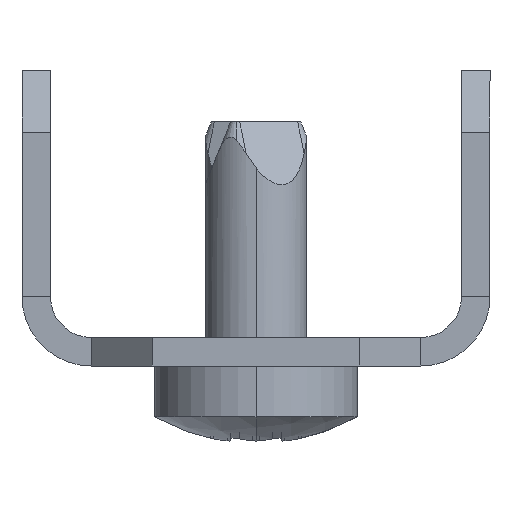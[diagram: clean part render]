
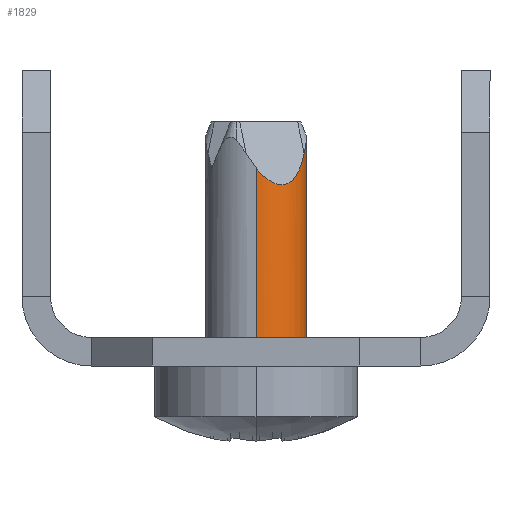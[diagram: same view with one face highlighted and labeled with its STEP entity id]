
A CAD part, left-side view. The second image highlights one B-rep face of the part: STEP entity #1829.
In plain terms, the highlighted cylindrical face has radius 2.5 mm (diameter 5 mm), a partial arc.
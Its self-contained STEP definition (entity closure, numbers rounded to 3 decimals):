
#140 = DIRECTION ( 'NONE',  ( -1., 0., 0. ) ) ;
#212 = LINE ( 'NONE', #2518, #2055 ) ;
#238 = ORIENTED_EDGE ( 'NONE', *, *, #1909, .F. ) ;
#342 = CARTESIAN_POINT ( 'NONE',  ( -0.807, -14.235, -2.366 ) ) ;
#390 = CARTESIAN_POINT ( 'NONE',  ( -2.5, -3.8, 0. ) ) ;
#449 = CARTESIAN_POINT ( 'NONE',  ( 0.709, -14.405, -2.4 ) ) ;
#554 = DIRECTION ( 'NONE',  ( 0., 1., 0. ) ) ;
#640 = EDGE_CURVE ( 'NONE', #3082, #1258, #212, .T. ) ;
#694 = VERTEX_POINT ( 'NONE', #2297 ) ;
#1138 = CARTESIAN_POINT ( 'NONE',  ( -2.5, -12.164, -1.108 ) ) ;
#1258 = VERTEX_POINT ( 'NONE', #390 ) ;
#1290 = CARTESIAN_POINT ( 'NONE',  ( 2.5, -12.164, -1.108 ) ) ;
#1291 = CARTESIAN_POINT ( 'NONE',  ( 0., -3.8, 0. ) ) ;
#1302 = CARTESIAN_POINT ( 'NONE',  ( 2.5, -13.535, 0. ) ) ;
#1424 = CARTESIAN_POINT ( 'NONE',  ( -2.5, -13.535, 0. ) ) ;
#1427 = CARTESIAN_POINT ( 'NONE',  ( -2.5, -13.535, 0. ) ) ;
#1486 = CARTESIAN_POINT ( 'NONE',  ( 0.807, -14.235, -2.366 ) ) ;
#1595 = DIRECTION ( 'NONE',  ( -1., 0., 0. ) ) ;
#1610 = VERTEX_POINT ( 'NONE', #4176 ) ;
#1622 = VERTEX_POINT ( 'NONE', #2938 ) ;
#1673 = CARTESIAN_POINT ( 'NONE',  ( 2.5, -3.8, 0. ) ) ;
#1674 = VERTEX_POINT ( 'NONE', #1673 ) ;
#1788 = CARTESIAN_POINT ( 'NONE',  ( 0.098, -15.046, -2.499 ) ) ;
#1829 = ADVANCED_FACE ( 'NONE', ( #3816 ), #3759, .T. ) ;
#1880 = ORIENTED_EDGE ( 'NONE', *, *, #3430, .F. ) ;
#1909 = EDGE_CURVE ( 'NONE', #3082, #694, #2280, .T. ) ;
#1977 = B_SPLINE_CURVE_WITH_KNOTS ( 'NONE', 3,
 ( #342, #2943, #3414, #3673, #2757, #3686, #2403, #4028, #2445, #3048, #1788, #2094, #3402, #2769, #2109, #3373, #449, #1486 ),
 .UNSPECIFIED., .F., .F.,
 ( 4, 2, 2, 2, 2, 2, 2, 2, 4 ),
 ( 0.001, 0.002, 0.002, 0.002, 0.002, 0.003, 0.003, 0.003, 0.004 ),
 .UNSPECIFIED. ) ;
#1995 = ORIENTED_EDGE ( 'NONE', *, *, #640, .T. ) ;
#2055 = VECTOR ( 'NONE', #554, 1000. ) ;
#2094 = CARTESIAN_POINT ( 'NONE',  ( 0.19, -15.005, -2.493 ) ) ;
#2109 = CARTESIAN_POINT ( 'NONE',  ( 0.417, -14.808, -2.466 ) ) ;
#2110 = CARTESIAN_POINT ( 'NONE',  ( -0.807, -14.235, -2.366 ) ) ;
#2260 = VECTOR ( 'NONE', #2802, 1000. ) ;
#2279 = ORIENTED_EDGE ( 'NONE', *, *, #2394, .F. ) ;
#2280 =( BOUNDED_CURVE ( )  B_SPLINE_CURVE ( 3, ( #1427, #1138, #3997, #2110 ),
 .UNSPECIFIED., .F., .F. ) 
 B_SPLINE_CURVE_WITH_KNOTS ( ( 4, 4 ),
 ( 5.76, 7.002 ),
 .UNSPECIFIED. ) 
 CURVE ( )  GEOMETRIC_REPRESENTATION_ITEM ( )  RATIONAL_B_SPLINE_CURVE ( ( 1., 0.876, 0.876, 1. ) ) 
 REPRESENTATION_ITEM ( '' )  );
#2297 = CARTESIAN_POINT ( 'NONE',  ( -0.807, -14.235, -2.366 ) ) ;
#2357 = AXIS2_PLACEMENT_3D ( 'NONE', #2747, #3041, #140 ) ;
#2394 = EDGE_CURVE ( 'NONE', #1610, #1622, #3939, .T. ) ;
#2403 = CARTESIAN_POINT ( 'NONE',  ( -0.196, -15.001, -2.493 ) ) ;
#2445 = CARTESIAN_POINT ( 'NONE',  ( -0.054, -15.057, -2.5 ) ) ;
#2518 = CARTESIAN_POINT ( 'NONE',  ( -2.5, 0., 0. ) ) ;
#2658 = EDGE_LOOP ( 'NONE', ( #2682, #2279, #3748, #238, #1995, #1880 ) ) ;
#2682 = ORIENTED_EDGE ( 'NONE', *, *, #4204, .F. ) ;
#2747 = CARTESIAN_POINT ( 'NONE',  ( 0., 0., 0. ) ) ;
#2757 = CARTESIAN_POINT ( 'NONE',  ( -0.355, -14.878, -2.476 ) ) ;
#2769 = CARTESIAN_POINT ( 'NONE',  ( 0.351, -14.882, -2.477 ) ) ;
#2802 = DIRECTION ( 'NONE',  ( 0., 1., 0. ) ) ;
#2865 = CARTESIAN_POINT ( 'NONE',  ( 2.5, 0., 0. ) ) ;
#2927 = CARTESIAN_POINT ( 'NONE',  ( 0.807, -14.235, -2.366 ) ) ;
#2928 = DIRECTION ( 'NONE',  ( 0., 1., 0. ) ) ;
#2938 = CARTESIAN_POINT ( 'NONE',  ( 2.5, -13.535, 0. ) ) ;
#2943 = CARTESIAN_POINT ( 'NONE',  ( -0.71, -14.403, -2.399 ) ) ;
#3041 = DIRECTION ( 'NONE',  ( 0., 1., 0. ) ) ;
#3048 = CARTESIAN_POINT ( 'NONE',  ( 0.048, -15.058, -2.5 ) ) ;
#3082 = VERTEX_POINT ( 'NONE', #1424 ) ;
#3373 = CARTESIAN_POINT ( 'NONE',  ( 0.603, -14.575, -2.429 ) ) ;
#3402 = CARTESIAN_POINT ( 'NONE',  ( 0.233, -14.977, -2.489 ) ) ;
#3414 = CARTESIAN_POINT ( 'NONE',  ( -0.607, -14.569, -2.428 ) ) ;
#3430 = EDGE_CURVE ( 'NONE', #1674, #1258, #3907, .T. ) ;
#3597 = LINE ( 'NONE', #2865, #2260 ) ;
#3608 = EDGE_CURVE ( 'NONE', #694, #1610, #1977, .T. ) ;
#3611 = AXIS2_PLACEMENT_3D ( 'NONE', #1291, #2928, #1595 ) ;
#3673 = CARTESIAN_POINT ( 'NONE',  ( -0.423, -14.802, -2.465 ) ) ;
#3686 = CARTESIAN_POINT ( 'NONE',  ( -0.238, -14.973, -2.489 ) ) ;
#3748 = ORIENTED_EDGE ( 'NONE', *, *, #3608, .F. ) ;
#3759 = CYLINDRICAL_SURFACE ( 'NONE', #2357, 2.5 ) ;
#3816 = FACE_OUTER_BOUND ( 'NONE', #2658, .T. ) ;
#3841 = CARTESIAN_POINT ( 'NONE',  ( 1.856, -12.431, -2.008 ) ) ;
#3907 = CIRCLE ( 'NONE', #3611, 2.5 ) ;
#3939 =( BOUNDED_CURVE ( )  B_SPLINE_CURVE ( 3, ( #2927, #3841, #1290, #1302 ),
 .UNSPECIFIED., .F., .F. ) 
 B_SPLINE_CURVE_WITH_KNOTS ( ( 4, 4 ),
 ( 5.565, 6.807 ),
 .UNSPECIFIED. ) 
 CURVE ( )  GEOMETRIC_REPRESENTATION_ITEM ( )  RATIONAL_B_SPLINE_CURVE ( ( 1., 0.876, 0.876, 1. ) ) 
 REPRESENTATION_ITEM ( '' )  );
#3997 = CARTESIAN_POINT ( 'NONE',  ( -1.856, -12.431, -2.008 ) ) ;
#4028 = CARTESIAN_POINT ( 'NONE',  ( -0.104, -15.044, -2.498 ) ) ;
#4176 = CARTESIAN_POINT ( 'NONE',  ( 0.807, -14.235, -2.366 ) ) ;
#4204 = EDGE_CURVE ( 'NONE', #1622, #1674, #3597, .T. ) ;
